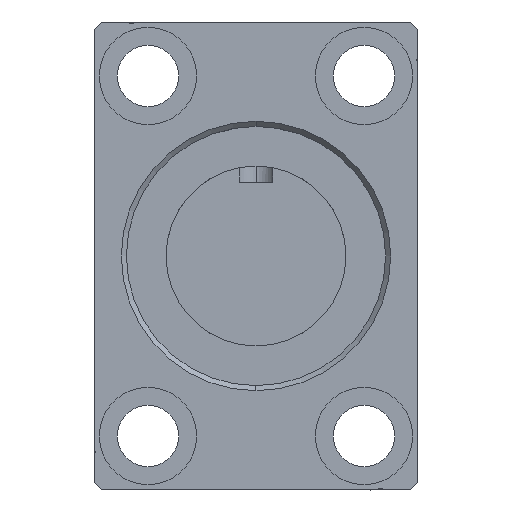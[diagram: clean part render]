
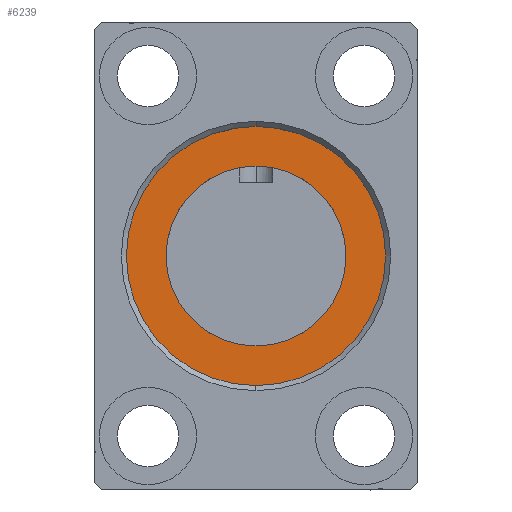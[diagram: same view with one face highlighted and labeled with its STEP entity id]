
A CAD part, left-side view. The second image highlights one B-rep face of the part: STEP entity #6239.
In plain terms, the highlighted planar face has unit normal (-1, 0, 0).
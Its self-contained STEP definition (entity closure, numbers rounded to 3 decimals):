
#71 = DIRECTION ( 'NONE',  ( -1., 0., 0. ) ) ;
#6239 = ADVANCED_FACE ( 'NONE', ( #6520, #12517 ), #26264, .T. ) ;
#6520 = FACE_BOUND ( 'NONE', #31032, .T. ) ;
#7206 = DIRECTION ( 'NONE',  ( 0., 0., 1. ) ) ;
#7525 = ORIENTED_EDGE ( 'NONE', *, *, #29998, .F. ) ;
#8545 = DIRECTION ( 'NONE',  ( -1., 0., 0. ) ) ;
#9179 = CARTESIAN_POINT ( 'NONE',  ( 58., 0., 12.5 ) ) ;
#10249 = CARTESIAN_POINT ( 'NONE',  ( 58., 0., 0. ) ) ;
#11053 = CARTESIAN_POINT ( 'NONE',  ( 58., 0., 0. ) ) ;
#12517 = FACE_OUTER_BOUND ( 'NONE', #32684, .T. ) ;
#12696 = AXIS2_PLACEMENT_3D ( 'NONE', #14213, #39784, #14419 ) ;
#13370 = DIRECTION ( 'NONE',  ( 0., 0., 1. ) ) ;
#14213 = CARTESIAN_POINT ( 'NONE',  ( 58., 0., 0. ) ) ;
#14419 = DIRECTION ( 'NONE',  ( 0., 0., 1. ) ) ;
#14445 = AXIS2_PLACEMENT_3D ( 'NONE', #10249, #16287, #39057 ) ;
#15537 = AXIS2_PLACEMENT_3D ( 'NONE', #11053, #24154, #7206 ) ;
#16287 = DIRECTION ( 'NONE',  ( -1., 0., 0. ) ) ;
#17348 = ORIENTED_EDGE ( 'NONE', *, *, #19134, .F. ) ;
#18003 = AXIS2_PLACEMENT_3D ( 'NONE', #24442, #8545, #28310 ) ;
#19134 = EDGE_CURVE ( 'NONE', #36914, #26287, #38766, .T. ) ;
#19812 = CARTESIAN_POINT ( 'NONE',  ( 58., 0., 0. ) ) ;
#21704 = CIRCLE ( 'NONE', #15537, 18. ) ;
#22829 = EDGE_CURVE ( 'NONE', #41445, #37154, #21704, .T. ) ;
#24154 = DIRECTION ( 'NONE',  ( -1., 0., 0. ) ) ;
#24442 = CARTESIAN_POINT ( 'NONE',  ( 58., 0., 0. ) ) ;
#26264 = PLANE ( 'NONE',  #35867 ) ;
#26287 = VERTEX_POINT ( 'NONE', #9179 ) ;
#28310 = DIRECTION ( 'NONE',  ( 0., 0., 1. ) ) ;
#29595 = CARTESIAN_POINT ( 'NONE',  ( 58., 0., -18. ) ) ;
#29998 = EDGE_CURVE ( 'NONE', #26287, #36914, #35045, .T. ) ;
#30208 = CARTESIAN_POINT ( 'NONE',  ( 58., 0., -12.5 ) ) ;
#31032 = EDGE_LOOP ( 'NONE', ( #7525, #17348 ) ) ;
#31648 = ORIENTED_EDGE ( 'NONE', *, *, #22829, .T. ) ;
#32684 = EDGE_LOOP ( 'NONE', ( #34793, #31648 ) ) ;
#34793 = ORIENTED_EDGE ( 'NONE', *, *, #35554, .T. ) ;
#35045 = CIRCLE ( 'NONE', #14445, 12.5 ) ;
#35554 = EDGE_CURVE ( 'NONE', #37154, #41445, #41312, .T. ) ;
#35867 = AXIS2_PLACEMENT_3D ( 'NONE', #19812, #71, #13370 ) ;
#36914 = VERTEX_POINT ( 'NONE', #30208 ) ;
#37154 = VERTEX_POINT ( 'NONE', #38999 ) ;
#38766 = CIRCLE ( 'NONE', #12696, 12.5 ) ;
#38999 = CARTESIAN_POINT ( 'NONE',  ( 58., 0., 18. ) ) ;
#39057 = DIRECTION ( 'NONE',  ( 0., 0., 1. ) ) ;
#39784 = DIRECTION ( 'NONE',  ( -1., 0., 0. ) ) ;
#41312 = CIRCLE ( 'NONE', #18003, 18. ) ;
#41445 = VERTEX_POINT ( 'NONE', #29595 ) ;
